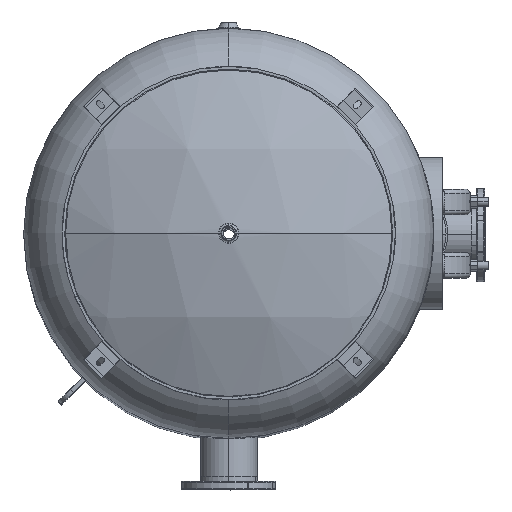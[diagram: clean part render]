
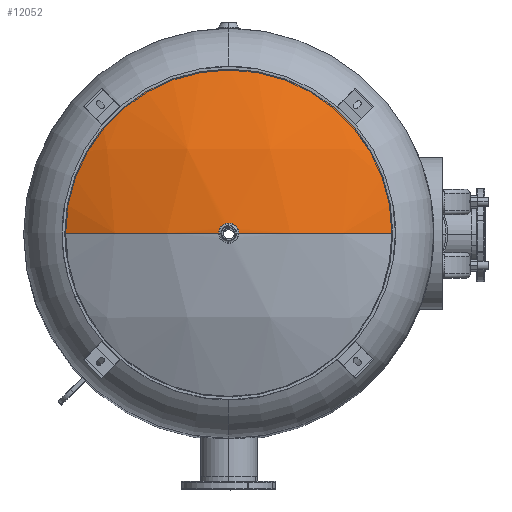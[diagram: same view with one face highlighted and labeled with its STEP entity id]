
A CAD part, top view. The second image highlights one B-rep face of the part: STEP entity #12052.
In plain terms, the highlighted spherical face has radius 1097.28 mm.
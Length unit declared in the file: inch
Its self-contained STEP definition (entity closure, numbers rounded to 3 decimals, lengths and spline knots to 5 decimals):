
#197 = EDGE_CURVE ( 'NONE', #4842, #4719, #1467, .T. ) ;
#199 = EDGE_CURVE ( 'NONE', #4718, #4719, #1472, .T. ) ;
#818 = DIRECTION ( 'NONE',  ( 0., 0., 1. ) ) ;
#822 = DIRECTION ( 'NONE',  ( 0., 1., 0. ) ) ;
#824 = CARTESIAN_POINT ( 'NONE',  ( 0., 0., 28.8 ) ) ;
#837 = DIRECTION ( 'NONE',  ( 0., 1., 0. ) ) ;
#839 = DIRECTION ( 'NONE',  ( 0., 0., -1. ) ) ;
#841 = CARTESIAN_POINT ( 'NONE',  ( 0., 0., 67.49884 ) ) ;
#1467 = CIRCLE ( 'NONE', #1471, 19.2 ) ;
#1471 = AXIS2_PLACEMENT_3D ( 'NONE', #841, #839, #837 ) ;
#1472 = CIRCLE ( 'NONE', #1475, 43.2 ) ;
#1475 = AXIS2_PLACEMENT_3D ( 'NONE', #824, #822, #818 ) ;
#1880 = DIRECTION ( 'NONE',  ( 0., 0., -1. ) ) ;
#1881 = DIRECTION ( 'NONE',  ( 0., -1., 0. ) ) ;
#1882 = CARTESIAN_POINT ( 'NONE',  ( 0., 0., 28.8 ) ) ;
#2997 = EDGE_LOOP ( 'NONE', ( #14838, #14837, #14836, #14835, #14834 ) ) ;
#4718 = VERTEX_POINT ( 'NONE', #5764 ) ;
#4719 = VERTEX_POINT ( 'NONE', #17654 ) ;
#4840 = VERTEX_POINT ( 'NONE', #14442 ) ;
#4842 = VERTEX_POINT ( 'NONE', #14440 ) ;
#4843 = VERTEX_POINT ( 'NONE', #14439 ) ;
#4993 = DIRECTION ( 'NONE',  ( 0., 1., 0. ) ) ;
#4994 = DIRECTION ( 'NONE',  ( 0., 0., -1. ) ) ;
#4995 = CARTESIAN_POINT ( 'NONE',  ( 0., 0., 67.49884 ) ) ;
#4996 = DIRECTION ( 'NONE',  ( -1., 0., 0. ) ) ;
#4998 = DIRECTION ( 'NONE',  ( 0., 0., 1. ) ) ;
#4999 = CARTESIAN_POINT ( 'NONE',  ( 0., 0., 71.99031 ) ) ;
#5764 = CARTESIAN_POINT ( 'NONE',  ( 0.915, 0., 71.99031 ) ) ;
#6549 = CARTESIAN_POINT ( 'NONE',  ( 0., 0., 28.8 ) ) ;
#6559 = FACE_OUTER_BOUND ( 'NONE', #2997, .T. ) ;
#6560 = SPHERICAL_SURFACE ( 'NONE', #7649, 43.2 ) ;
#6563 = DIRECTION ( 'NONE',  ( 0., -1., 0. ) ) ;
#6564 = DIRECTION ( 'NONE',  ( 1., 0., 0. ) ) ;
#7649 = AXIS2_PLACEMENT_3D ( 'NONE', #6549, #6563, #6564 ) ;
#11327 = EDGE_CURVE ( 'NONE', #4718, #4843, #19811, .T. ) ;
#11328 = EDGE_CURVE ( 'NONE', #4840, #4842, #19812, .T. ) ;
#11464 = EDGE_CURVE ( 'NONE', #4843, #4840, #19974, .T. ) ;
#12052 = ADVANCED_FACE ( 'NONE', ( #6559 ), #6560, .T. ) ;
#14439 = CARTESIAN_POINT ( 'NONE',  ( -0.915, 0., 71.99031 ) ) ;
#14440 = CARTESIAN_POINT ( 'NONE',  ( 0., 19.2, 67.49884 ) ) ;
#14442 = CARTESIAN_POINT ( 'NONE',  ( -19.2, 0., 67.49884 ) ) ;
#14834 = ORIENTED_EDGE ( 'NONE', *, *, #11328, .F. ) ;
#14835 = ORIENTED_EDGE ( 'NONE', *, *, #197, .F. ) ;
#14836 = ORIENTED_EDGE ( 'NONE', *, *, #199, .T. ) ;
#14837 = ORIENTED_EDGE ( 'NONE', *, *, #11327, .F. ) ;
#14838 = ORIENTED_EDGE ( 'NONE', *, *, #11464, .F. ) ;
#17654 = CARTESIAN_POINT ( 'NONE',  ( 19.2, 0., 67.49884 ) ) ;
#19811 = CIRCLE ( 'NONE', #19813, 0.915 ) ;
#19812 = CIRCLE ( 'NONE', #19815, 19.2 ) ;
#19813 = AXIS2_PLACEMENT_3D ( 'NONE', #4999, #4998, #4996 ) ;
#19815 = AXIS2_PLACEMENT_3D ( 'NONE', #4995, #4994, #4993 ) ;
#19974 = CIRCLE ( 'NONE', #19977, 43.2 ) ;
#19977 = AXIS2_PLACEMENT_3D ( 'NONE', #1882, #1881, #1880 ) ;
